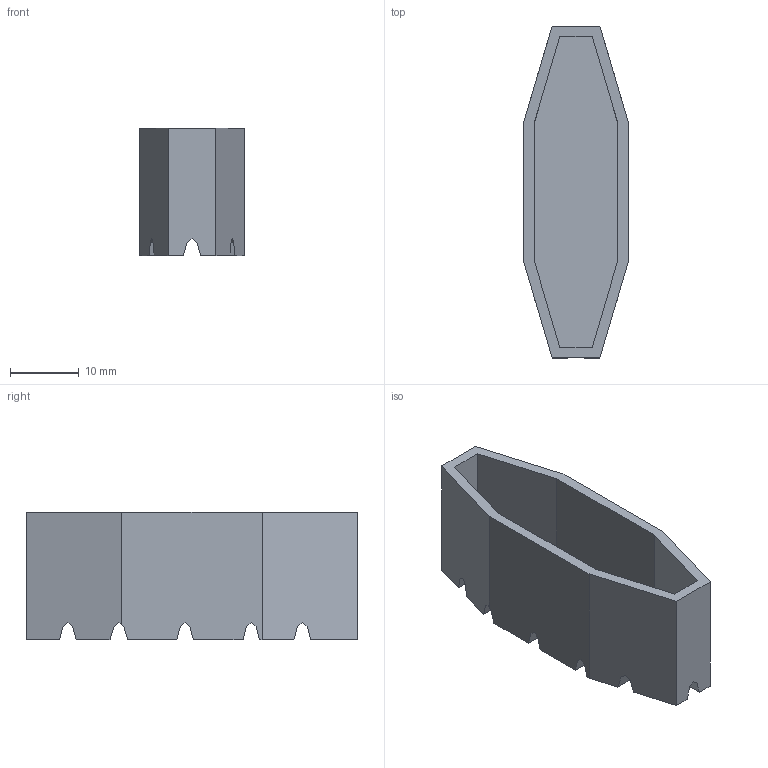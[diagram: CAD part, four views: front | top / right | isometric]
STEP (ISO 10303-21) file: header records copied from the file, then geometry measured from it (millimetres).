
FILE_DESCRIPTION(/* description */ (''),/* implementation_level */ '2;1');
FILE_NAME(/* name */ 'pcb chuck cover',/* time_stamp */ '2025-03-09T16:59:36+01:00',/* author */ (''),/* organization */ (''),/* preprocessor_version */ 'ST-DEVELOPER v16.5',/* originating_system */ 'Rhino 7.38',/* authorisation */ '');
FILE_SCHEMA (('AUTOMOTIVE_DESIGN_CC2'));
Length unit declared in the file: millimetre
Products named in the file (1): Document
Bounding box: 15.1 x 48.1 x 18.5 mm (x, y, z)
Volume: 4110.5 mm3; surface area: 5111.2 mm2
Topology: 1 solids, 1 shells, 94 faces, 228 edges, 137 vertices
Faces by surface type: plane 94
Entity records: 2453 total; most frequent: CARTESIAN_POINT 813, ORIENTED_EDGE 456, EDGE_CURVE 228, B_SPLINE_CURVE_WITH_KNOTS 228, VERTEX_POINT 137, DIRECTION 98, AXIS2_PLACEMENT_3D 96, EDGE_LOOP 95
